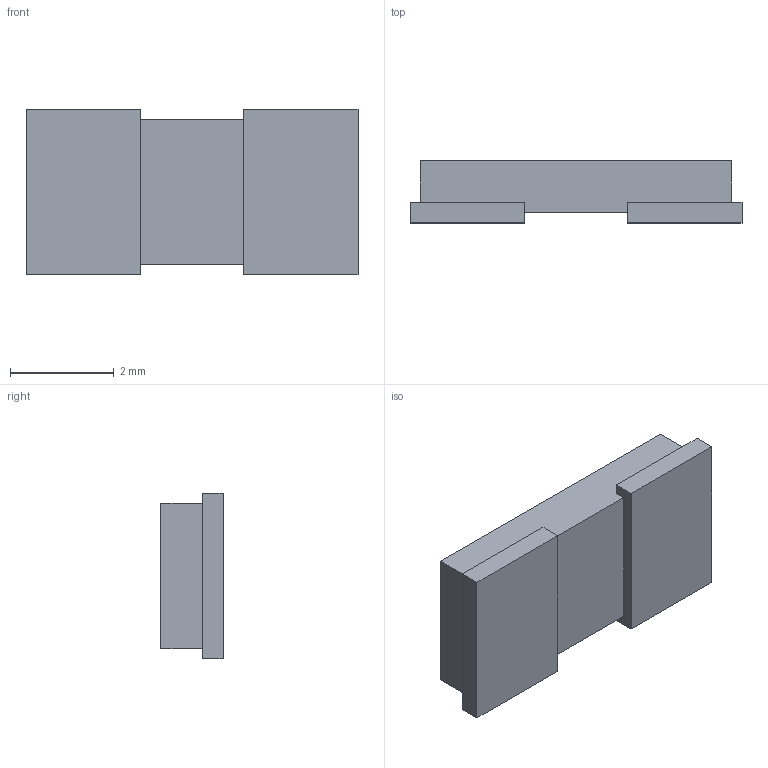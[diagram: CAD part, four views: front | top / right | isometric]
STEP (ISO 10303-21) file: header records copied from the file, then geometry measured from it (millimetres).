
FILE_DESCRIPTION (( 'STEP AP214' ), '1' );
FILE_NAME ('User Library-ERJMS4S.STEP', '2020-03-22T16:37:04', ( '' ), ( '' ), 'SwSTEP 2.0', 'SolidWorks 2019', '' );
FILE_SCHEMA (( 'AUTOMOTIVE_DESIGN' ));
Length unit declared in the file: millimetre
Products named in the file (1): User Library-ERJMS4S
Bounding box: 6.4 x 1.2 x 3.2 mm (x, y, z)
Volume: 20.2 mm3; surface area: 61.8 mm2
Topology: 1 solids, 1 shells, 55 faces, 147 edges, 98 vertices
Faces by surface type: plane 41, bspline 14
Entity records: 2812 total; most frequent: CARTESIAN_POINT 1419, ORIENTED_EDGE 294, DIRECTION 203, EDGE_CURVE 147, LINE 119, VECTOR 119, VERTEX_POINT 98, EDGE_LOOP 59
